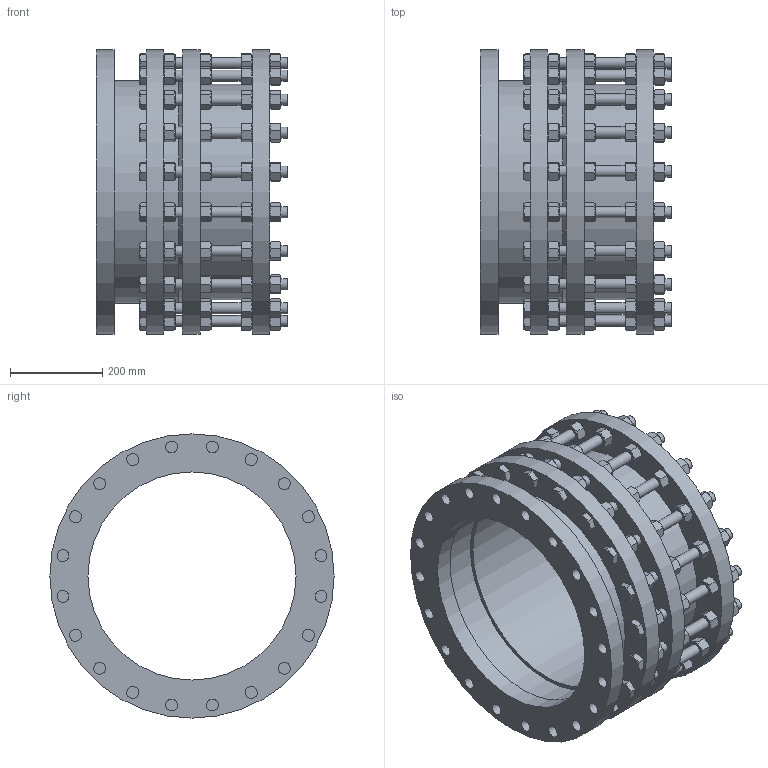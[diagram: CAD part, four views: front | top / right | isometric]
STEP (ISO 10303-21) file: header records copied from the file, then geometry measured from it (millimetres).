
FILE_DESCRIPTION(/* description */ ('MONTERINGSBOX VM 3188 - 150 DN'),/* implementation_level */ '2;1');
FILE_NAME(/* name */ 'MONTERINGSBOX VM 3186 - 450 DN.stp',/* time_stamp */ '2020-02-26T15:04:58+06:00',/* author */ ('rahul_marsute'),/* organization */ (''),/* preprocessor_version */ 'ST-DEVELOPER v18',/* originating_system */ 'Autodesk Inventor 2020',/* authorisation */ '');
FILE_SCHEMA (('AUTOMOTIVE_DESIGN { 1 0 10303 214 3 1 1 }'));
Length unit declared in the file: millimetre
Products named in the file (1): MONTERINGSBOX VM 3186 - 450 DN
Bounding box: 413.54 x 615 x 615 mm (x, y, z)
Volume: 26890685.8 mm3; surface area: 2956418 mm2
Topology: 1 solids, 41 shells, 1201 faces, 2933 edges, 1962 vertices
Faces by surface type: plane 830, cylinder 190, cone 181
Full cylindrical faces by diameter (mm): 24 x100, 26 x80, 450 x2, 466 x2, 482 x2, 615 x4
Entity records: 34574 total; most frequent: CARTESIAN_POINT 8257, ORIENTED_EDGE 5866, DIRECTION 5019, EDGE_CURVE 2933, AXIS2_PLACEMENT_3D 1964, VERTEX_POINT 1962, EDGE_LOOP 1551, FACE_OUTER_BOUND 1201
